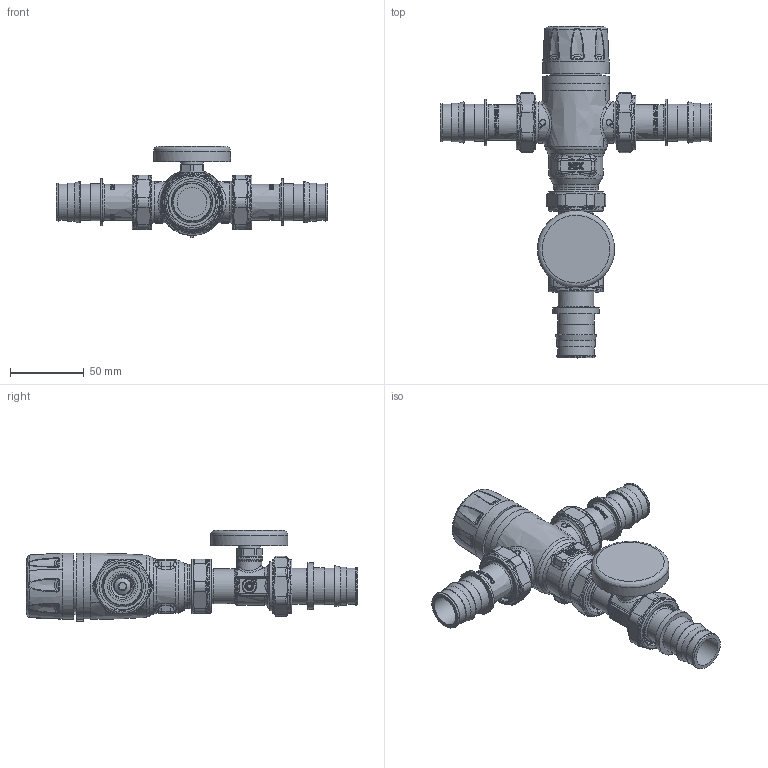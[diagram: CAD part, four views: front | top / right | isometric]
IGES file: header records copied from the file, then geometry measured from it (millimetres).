
Global section: file name: 521618AC_Simplify_1; native system: Autodesk Inventor 2025; preprocessor: unknown; author: ischreiner; date: 20250731.134524; units: inch
Bounding box: 184.04 x 225.35 x 61.89 mm (x, y, z)
Volume: 301588.6 mm3; surface area: 84885.7 mm2
Topology: 10 solids, 10 shells, 3544 faces, 9043 edges, 5491 vertices
Faces by surface type: bspline 3544
